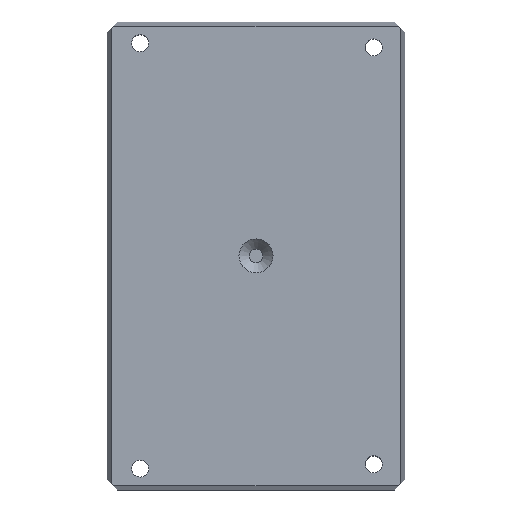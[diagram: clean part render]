
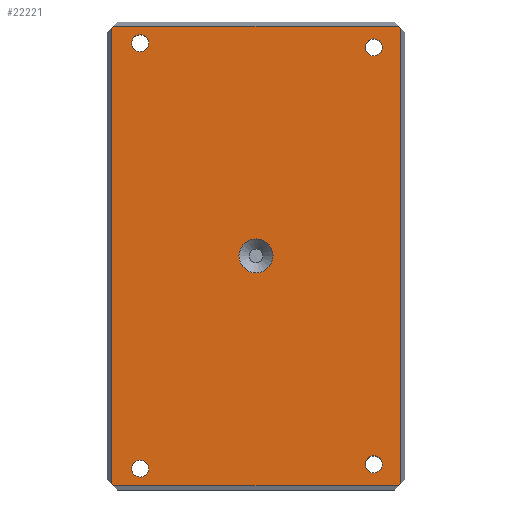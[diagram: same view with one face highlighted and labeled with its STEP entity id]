
A CAD part, top view. The second image highlights one B-rep face of the part: STEP entity #22221.
In plain terms, the highlighted planar face has unit normal (0, 0, 1).
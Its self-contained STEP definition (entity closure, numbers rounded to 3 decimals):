
#2048=FACE_BOUND('',#3652,.T.);
#2049=FACE_BOUND('',#3653,.T.);
#2050=FACE_BOUND('',#3654,.T.);
#2051=FACE_BOUND('',#3655,.T.);
#2052=FACE_BOUND('',#3656,.T.);
#2358=FACE_OUTER_BOUND('',#3651,.T.);
#3651=EDGE_LOOP('',(#15128,#15129,#15130,#15131,#15132,#15133,#15134,#15135));
#3652=EDGE_LOOP('',(#15136));
#3653=EDGE_LOOP('',(#15137));
#3654=EDGE_LOOP('',(#15138));
#3655=EDGE_LOOP('',(#15139));
#3656=EDGE_LOOP('',(#15140));
#5040=CIRCLE('',#23619,4.);
#5041=CIRCLE('',#23620,4.);
#5042=CIRCLE('',#23621,4.);
#5043=CIRCLE('',#23622,4.);
#5044=CIRCLE('',#23623,8.);
#5328=LINE('',#29461,#7205);
#5331=LINE('',#29467,#7208);
#5336=LINE('',#29477,#7213);
#5337=LINE('',#29479,#7214);
#5338=LINE('',#29481,#7215);
#5339=LINE('',#29483,#7216);
#5340=LINE('',#29485,#7217);
#5341=LINE('',#29486,#7218);
#7205=VECTOR('',#24799,10.);
#7208=VECTOR('',#24804,10.);
#7213=VECTOR('',#24811,10.);
#7214=VECTOR('',#24812,10.);
#7215=VECTOR('',#24813,10.);
#7216=VECTOR('',#24814,10.);
#7217=VECTOR('',#24815,10.);
#7218=VECTOR('',#24816,10.);
#9112=VERTEX_POINT('',#29458);
#9113=VERTEX_POINT('',#29460);
#9115=VERTEX_POINT('',#29466);
#9119=VERTEX_POINT('',#29476);
#9120=VERTEX_POINT('',#29478);
#9121=VERTEX_POINT('',#29480);
#9122=VERTEX_POINT('',#29482);
#9123=VERTEX_POINT('',#29484);
#9124=VERTEX_POINT('',#29487);
#9125=VERTEX_POINT('',#29489);
#9126=VERTEX_POINT('',#29491);
#9127=VERTEX_POINT('',#29493);
#9128=VERTEX_POINT('',#29495);
#11458=EDGE_CURVE('',#9112,#9113,#5328,.T.);
#11461=EDGE_CURVE('',#9113,#9115,#5331,.T.);
#11466=EDGE_CURVE('',#9119,#9112,#5336,.T.);
#11467=EDGE_CURVE('',#9120,#9119,#5337,.T.);
#11468=EDGE_CURVE('',#9121,#9120,#5338,.T.);
#11469=EDGE_CURVE('',#9122,#9121,#5339,.T.);
#11470=EDGE_CURVE('',#9123,#9122,#5340,.T.);
#11471=EDGE_CURVE('',#9115,#9123,#5341,.T.);
#11472=EDGE_CURVE('',#9124,#9124,#5040,.T.);
#11473=EDGE_CURVE('',#9125,#9125,#5041,.T.);
#11474=EDGE_CURVE('',#9126,#9126,#5042,.T.);
#11475=EDGE_CURVE('',#9127,#9127,#5043,.T.);
#11476=EDGE_CURVE('',#9128,#9128,#5044,.T.);
#15128=ORIENTED_EDGE('',*,*,#11458,.F.);
#15129=ORIENTED_EDGE('',*,*,#11466,.F.);
#15130=ORIENTED_EDGE('',*,*,#11467,.F.);
#15131=ORIENTED_EDGE('',*,*,#11468,.F.);
#15132=ORIENTED_EDGE('',*,*,#11469,.F.);
#15133=ORIENTED_EDGE('',*,*,#11470,.F.);
#15134=ORIENTED_EDGE('',*,*,#11471,.F.);
#15135=ORIENTED_EDGE('',*,*,#11461,.F.);
#15136=ORIENTED_EDGE('',*,*,#11472,.T.);
#15137=ORIENTED_EDGE('',*,*,#11473,.T.);
#15138=ORIENTED_EDGE('',*,*,#11474,.T.);
#15139=ORIENTED_EDGE('',*,*,#11475,.T.);
#15140=ORIENTED_EDGE('',*,*,#11476,.F.);
#21685=PLANE('',#23618);
#22221=ADVANCED_FACE('',(#2358,#2048,#2049,#2050,#2051,#2052),#21685,.T.);
#23618=AXIS2_PLACEMENT_3D('',#29475,#24809,#24810);
#23619=AXIS2_PLACEMENT_3D('',#29488,#24817,#24818);
#23620=AXIS2_PLACEMENT_3D('',#29490,#24819,#24820);
#23621=AXIS2_PLACEMENT_3D('',#29492,#24821,#24822);
#23622=AXIS2_PLACEMENT_3D('',#29494,#24823,#24824);
#23623=AXIS2_PLACEMENT_3D('',#29496,#24825,#24826);
#24799=DIRECTION('',(1.,0.,0.));
#24804=DIRECTION('',(0.707,-0.707,0.));
#24809=DIRECTION('center_axis',(0.,0.,1.));
#24810=DIRECTION('ref_axis',(1.,0.,0.));
#24811=DIRECTION('',(0.707,0.707,0.));
#24812=DIRECTION('',(0.,1.,0.));
#24813=DIRECTION('',(-0.707,0.707,0.));
#24814=DIRECTION('',(-1.,0.,0.));
#24815=DIRECTION('',(-0.707,-0.707,0.));
#24816=DIRECTION('',(0.,-1.,0.));
#24817=DIRECTION('center_axis',(0.,0.,-1.));
#24818=DIRECTION('ref_axis',(-1.,0.,0.));
#24819=DIRECTION('center_axis',(0.,0.,-1.));
#24820=DIRECTION('ref_axis',(-1.,0.,0.));
#24821=DIRECTION('center_axis',(0.,0.,-1.));
#24822=DIRECTION('ref_axis',(-1.,0.,0.));
#24823=DIRECTION('center_axis',(0.,0.,-1.));
#24824=DIRECTION('ref_axis',(-1.,0.,0.));
#24825=DIRECTION('center_axis',(0.,0.,1.));
#24826=DIRECTION('ref_axis',(-1.,0.,0.));
#29458=CARTESIAN_POINT('',(-67.,108.,21.503));
#29460=CARTESIAN_POINT('',(67.,108.,21.503));
#29461=CARTESIAN_POINT('',(30.,108.,21.503));
#29466=CARTESIAN_POINT('',(68.,107.,21.503));
#29467=CARTESIAN_POINT('',(77.5,97.5,21.503));
#29475=CARTESIAN_POINT('Origin',(0.,0.,21.503));
#29476=CARTESIAN_POINT('',(-68.,107.,21.503));
#29477=CARTESIAN_POINT('',(-77.5,97.5,21.503));
#29478=CARTESIAN_POINT('',(-68.,-107.,21.503));
#29479=CARTESIAN_POINT('',(-68.,50.,21.503));
#29480=CARTESIAN_POINT('',(-67.,-108.,21.503));
#29481=CARTESIAN_POINT('',(-77.5,-97.5,21.503));
#29482=CARTESIAN_POINT('',(67.,-108.,21.503));
#29483=CARTESIAN_POINT('',(-30.,-108.,21.503));
#29484=CARTESIAN_POINT('',(68.,-107.,21.503));
#29485=CARTESIAN_POINT('',(77.5,-97.5,21.503));
#29486=CARTESIAN_POINT('',(68.,-50.,21.503));
#29487=CARTESIAN_POINT('',(-50.455,100.,21.503));
#29488=CARTESIAN_POINT('Origin',(-54.455,100.,21.503));
#29489=CARTESIAN_POINT('',(-50.455,-100.,21.503));
#29490=CARTESIAN_POINT('Origin',(-54.455,-100.,21.503));
#29491=CARTESIAN_POINT('',(59.345,98.,21.503));
#29492=CARTESIAN_POINT('Origin',(55.345,98.,21.503));
#29493=CARTESIAN_POINT('',(59.345,-98.,21.503));
#29494=CARTESIAN_POINT('Origin',(55.345,-98.,21.503));
#29495=CARTESIAN_POINT('',(8.,0.,21.503));
#29496=CARTESIAN_POINT('Origin',(0.,0.,21.503));
